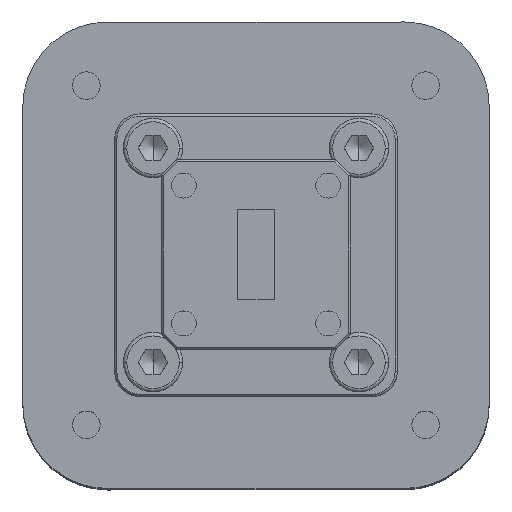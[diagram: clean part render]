
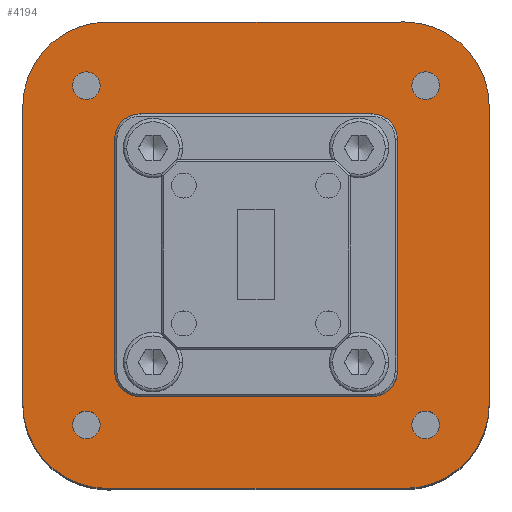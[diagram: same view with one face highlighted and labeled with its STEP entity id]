
A CAD part, top view. The second image highlights one B-rep face of the part: STEP entity #4194.
In plain terms, the highlighted planar face has unit normal (0, 0, 1).
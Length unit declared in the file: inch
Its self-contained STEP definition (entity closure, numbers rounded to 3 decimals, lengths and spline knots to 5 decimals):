
#113 = VERTEX_POINT ( 'NONE', #5283 ) ;
#185 = CARTESIAN_POINT ( 'NONE',  ( -1.28213, 0.79508, 3.14429 ) ) ;
#230 = DIRECTION ( 'NONE',  ( 0., 1., 0. ) ) ;
#355 = CIRCLE ( 'NONE', #20001, 0.3937 ) ;
#630 = DIRECTION ( 'NONE',  ( 0., 1., 0. ) ) ;
#922 = EDGE_CURVE ( 'NONE', #3356, #14225, #15108, .T. ) ;
#1033 = VECTOR ( 'NONE', #14787, 39.37008 ) ;
#1096 = VERTEX_POINT ( 'NONE', #2677 ) ;
#1166 = DIRECTION ( 'NONE',  ( 0., 0., 1. ) ) ;
#1199 = AXIS2_PLACEMENT_3D ( 'NONE', #17491, #1242, #12709 ) ;
#1242 = DIRECTION ( 'NONE',  ( 0., 0., -1. ) ) ;
#1253 = EDGE_CURVE ( 'NONE', #2532, #18942, #4258, .T. ) ;
#1312 = ORIENTED_EDGE ( 'NONE', *, *, #19230, .T. ) ;
#1937 = LINE ( 'NONE', #8207, #1033 ) ;
#2246 = AXIS2_PLACEMENT_3D ( 'NONE', #5828, #4223, #630 ) ;
#2354 = EDGE_CURVE ( 'NONE', #16923, #13266, #17481, .T. ) ;
#2532 = VERTEX_POINT ( 'NONE', #6299 ) ;
#2561 = ORIENTED_EDGE ( 'NONE', *, *, #14595, .T. ) ;
#2677 = CARTESIAN_POINT ( 'NONE',  ( -3.08821, -0.6813, 3.14429 ) ) ;
#2727 = CARTESIAN_POINT ( 'NONE',  ( -1.6414, -0.6813, 3.14429 ) ) ;
#2735 = FACE_BOUND ( 'NONE', #15656, .T. ) ;
#2955 = VERTEX_POINT ( 'NONE', #4667 ) ;
#2966 = AXIS2_PLACEMENT_3D ( 'NONE', #16979, #15176, #10820 ) ;
#3086 = ORIENTED_EDGE ( 'NONE', *, *, #9254, .T. ) ;
#3203 = EDGE_CURVE ( 'NONE', #15739, #10093, #7025, .T. ) ;
#3275 = EDGE_CURVE ( 'NONE', #2955, #19017, #7314, .T. ) ;
#3356 = VERTEX_POINT ( 'NONE', #16010 ) ;
#3409 = AXIS2_PLACEMENT_3D ( 'NONE', #8357, #3463, #7940 ) ;
#3463 = DIRECTION ( 'NONE',  ( 0., 0., -1. ) ) ;
#3593 = DIRECTION ( 'NONE',  ( 1., 0., 0. ) ) ;
#3718 = VERTEX_POINT ( 'NONE', #17660 ) ;
#3828 = EDGE_LOOP ( 'NONE', ( #10165, #5465 ) ) ;
#4151 = DIRECTION ( 'NONE',  ( -1., 0., 0. ) ) ;
#4167 = DIRECTION ( 'NONE',  ( 0., 0., 1. ) ) ;
#4194 = ADVANCED_FACE ( 'NONE', ( #4334, #16874, #12084, #2735, #5732 ), #10506, .F. ) ;
#4223 = DIRECTION ( 'NONE',  ( 0., 0., 1. ) ) ;
#4258 = CIRCLE ( 'NONE', #7332, 0.064 ) ;
#4334 = FACE_OUTER_BOUND ( 'NONE', #4499, .T. ) ;
#4499 = EDGE_LOOP ( 'NONE', ( #1312, #14376, #15196, #7735, #3086, #2561, #7237, #14604 ) ) ;
#4667 = CARTESIAN_POINT ( 'NONE',  ( -1.6414, 0.89351, 3.14429 ) ) ;
#4765 = EDGE_CURVE ( 'NONE', #14225, #16209, #8756, .T. ) ;
#4862 = ORIENTED_EDGE ( 'NONE', *, *, #14888, .T. ) ;
#5283 = CARTESIAN_POINT ( 'NONE',  ( -3.44748, -0.58287, 3.14429 ) ) ;
#5465 = ORIENTED_EDGE ( 'NONE', *, *, #3275, .T. ) ;
#5645 = EDGE_CURVE ( 'NONE', #18359, #1096, #12461, .T. ) ;
#5667 = DIRECTION ( 'NONE',  ( 0., 0., -1. ) ) ;
#5732 = FACE_BOUND ( 'NONE', #3828, .T. ) ;
#5819 = ORIENTED_EDGE ( 'NONE', *, *, #2354, .T. ) ;
#5828 = CARTESIAN_POINT ( 'NONE',  ( -3.05378, 0.79508, 3.14429 ) ) ;
#6299 = CARTESIAN_POINT ( 'NONE',  ( -3.21621, 0.89351, 3.14429 ) ) ;
#6595 = EDGE_LOOP ( 'NONE', ( #4862, #5819 ) ) ;
#6745 = DIRECTION ( 'NONE',  ( 1., 0., 0. ) ) ;
#7025 = CIRCLE ( 'NONE', #2246, 0.3937 ) ;
#7161 = CIRCLE ( 'NONE', #3409, 0.064 ) ;
#7178 = DIRECTION ( 'NONE',  ( -1., 0., 0. ) ) ;
#7237 = ORIENTED_EDGE ( 'NONE', *, *, #3203, .T. ) ;
#7314 = CIRCLE ( 'NONE', #1199, 0.064 ) ;
#7332 = AXIS2_PLACEMENT_3D ( 'NONE', #14460, #15851, #8090 ) ;
#7508 = ORIENTED_EDGE ( 'NONE', *, *, #15436, .T. ) ;
#7583 = EDGE_CURVE ( 'NONE', #10093, #113, #1937, .T. ) ;
#7735 = ORIENTED_EDGE ( 'NONE', *, *, #9320, .T. ) ;
#7940 = DIRECTION ( 'NONE',  ( 1., 0., 0. ) ) ;
#8090 = DIRECTION ( 'NONE',  ( 1., 0., 0. ) ) ;
#8194 = DIRECTION ( 'NONE',  ( 0., 0., -1. ) ) ;
#8207 = CARTESIAN_POINT ( 'NONE',  ( -3.44748, -0.23838, 3.14429 ) ) ;
#8357 = CARTESIAN_POINT ( 'NONE',  ( -1.5774, 0.89351, 3.14429 ) ) ;
#8381 = DIRECTION ( 'NONE',  ( 0., 0., -1. ) ) ;
#8628 = CIRCLE ( 'NONE', #19133, 0.064 ) ;
#8735 = AXIS2_PLACEMENT_3D ( 'NONE', #11440, #17926, #18344 ) ;
#8756 = CIRCLE ( 'NONE', #9430, 0.3937 ) ;
#8947 = DIRECTION ( 'NONE',  ( 1., 0., 0. ) ) ;
#9094 = CARTESIAN_POINT ( 'NONE',  ( -3.21621, -0.6813, 3.14429 ) ) ;
#9167 = DIRECTION ( 'NONE',  ( 1., 0., 0. ) ) ;
#9254 = EDGE_CURVE ( 'NONE', #12806, #3718, #355, .T. ) ;
#9320 = EDGE_CURVE ( 'NONE', #16209, #12806, #9680, .T. ) ;
#9341 = VECTOR ( 'NONE', #7178, 39.37008 ) ;
#9430 = AXIS2_PLACEMENT_3D ( 'NONE', #16277, #17664, #20948 ) ;
#9454 = AXIS2_PLACEMENT_3D ( 'NONE', #10622, #1166, #4151 ) ;
#9680 = LINE ( 'NONE', #19661, #20015 ) ;
#10081 = CARTESIAN_POINT ( 'NONE',  ( -1.67583, -0.97657, 3.14429 ) ) ;
#10093 = VERTEX_POINT ( 'NONE', #19496 ) ;
#10165 = ORIENTED_EDGE ( 'NONE', *, *, #20911, .T. ) ;
#10506 = PLANE ( 'NONE',  #2966 ) ;
#10622 = CARTESIAN_POINT ( 'NONE',  ( -3.05378, -0.58287, 3.14429 ) ) ;
#10820 = DIRECTION ( 'NONE',  ( 0., -1., 0. ) ) ;
#11388 = AXIS2_PLACEMENT_3D ( 'NONE', #19563, #16279, #11593 ) ;
#11440 = CARTESIAN_POINT ( 'NONE',  ( -3.15221, -0.6813, 3.14429 ) ) ;
#11491 = CARTESIAN_POINT ( 'NONE',  ( -1.5134, 0.89351, 3.14429 ) ) ;
#11593 = DIRECTION ( 'NONE',  ( 1., 0., 0. ) ) ;
#11693 = ORIENTED_EDGE ( 'NONE', *, *, #1253, .T. ) ;
#11892 = CARTESIAN_POINT ( 'NONE',  ( -3.15221, -0.6813, 3.14429 ) ) ;
#12084 = FACE_BOUND ( 'NONE', #13118, .T. ) ;
#12149 = LINE ( 'NONE', #13240, #9341 ) ;
#12365 = EDGE_CURVE ( 'NONE', #18942, #2532, #8628, .T. ) ;
#12461 = CIRCLE ( 'NONE', #8735, 0.064 ) ;
#12709 = DIRECTION ( 'NONE',  ( 1., 0., 0. ) ) ;
#12749 = ORIENTED_EDGE ( 'NONE', *, *, #5645, .T. ) ;
#12806 = VERTEX_POINT ( 'NONE', #185 ) ;
#13118 = EDGE_LOOP ( 'NONE', ( #20753, #11693 ) ) ;
#13240 = CARTESIAN_POINT ( 'NONE',  ( -2.40247, 1.18878, 3.14429 ) ) ;
#13266 = VERTEX_POINT ( 'NONE', #16303 ) ;
#14225 = VERTEX_POINT ( 'NONE', #10081 ) ;
#14376 = ORIENTED_EDGE ( 'NONE', *, *, #922, .T. ) ;
#14460 = CARTESIAN_POINT ( 'NONE',  ( -3.15221, 0.89351, 3.14429 ) ) ;
#14595 = EDGE_CURVE ( 'NONE', #3718, #15739, #12149, .T. ) ;
#14604 = ORIENTED_EDGE ( 'NONE', *, *, #7583, .T. ) ;
#14675 = DIRECTION ( 'NONE',  ( 1., 0., 0. ) ) ;
#14787 = DIRECTION ( 'NONE',  ( 0., -1., 0. ) ) ;
#14887 = CARTESIAN_POINT ( 'NONE',  ( -1.28213, -0.58287, 3.14429 ) ) ;
#14888 = EDGE_CURVE ( 'NONE', #13266, #16923, #19203, .T. ) ;
#15108 = LINE ( 'NONE', #19781, #16027 ) ;
#15176 = DIRECTION ( 'NONE',  ( 0., 0., -1. ) ) ;
#15196 = ORIENTED_EDGE ( 'NONE', *, *, #4765, .T. ) ;
#15436 = EDGE_CURVE ( 'NONE', #1096, #18359, #16838, .T. ) ;
#15656 = EDGE_LOOP ( 'NONE', ( #7508, #12749 ) ) ;
#15739 = VERTEX_POINT ( 'NONE', #19269 ) ;
#15851 = DIRECTION ( 'NONE',  ( 0., 0., -1. ) ) ;
#16010 = CARTESIAN_POINT ( 'NONE',  ( -3.05378, -0.97657, 3.14429 ) ) ;
#16027 = VECTOR ( 'NONE', #6745, 39.37008 ) ;
#16209 = VERTEX_POINT ( 'NONE', #14887 ) ;
#16271 = CARTESIAN_POINT ( 'NONE',  ( -3.15221, 0.89351, 3.14429 ) ) ;
#16277 = CARTESIAN_POINT ( 'NONE',  ( -1.67583, -0.58287, 3.14429 ) ) ;
#16279 = DIRECTION ( 'NONE',  ( 0., 0., -1. ) ) ;
#16303 = CARTESIAN_POINT ( 'NONE',  ( -1.5134, -0.6813, 3.14429 ) ) ;
#16456 = AXIS2_PLACEMENT_3D ( 'NONE', #17241, #5667, #8947 ) ;
#16838 = CIRCLE ( 'NONE', #17194, 0.064 ) ;
#16874 = FACE_BOUND ( 'NONE', #6595, .T. ) ;
#16923 = VERTEX_POINT ( 'NONE', #2727 ) ;
#16979 = CARTESIAN_POINT ( 'NONE',  ( -1.75115, 0.10611, 3.14429 ) ) ;
#17194 = AXIS2_PLACEMENT_3D ( 'NONE', #11892, #8381, #3593 ) ;
#17241 = CARTESIAN_POINT ( 'NONE',  ( -1.5774, -0.6813, 3.14429 ) ) ;
#17348 = CARTESIAN_POINT ( 'NONE',  ( -3.08821, 0.89351, 3.14429 ) ) ;
#17481 = CIRCLE ( 'NONE', #16456, 0.064 ) ;
#17491 = CARTESIAN_POINT ( 'NONE',  ( -1.5774, 0.89351, 3.14429 ) ) ;
#17660 = CARTESIAN_POINT ( 'NONE',  ( -1.67583, 1.18878, 3.14429 ) ) ;
#17664 = DIRECTION ( 'NONE',  ( 0., 0., 1. ) ) ;
#17926 = DIRECTION ( 'NONE',  ( 0., 0., -1. ) ) ;
#18344 = DIRECTION ( 'NONE',  ( 1., 0., 0. ) ) ;
#18359 = VERTEX_POINT ( 'NONE', #9094 ) ;
#18615 = CIRCLE ( 'NONE', #9454, 0.3937 ) ;
#18724 = CARTESIAN_POINT ( 'NONE',  ( -1.67583, 0.79508, 3.14429 ) ) ;
#18942 = VERTEX_POINT ( 'NONE', #17348 ) ;
#19017 = VERTEX_POINT ( 'NONE', #11491 ) ;
#19133 = AXIS2_PLACEMENT_3D ( 'NONE', #16271, #8194, #14675 ) ;
#19203 = CIRCLE ( 'NONE', #11388, 0.064 ) ;
#19230 = EDGE_CURVE ( 'NONE', #113, #3356, #18615, .T. ) ;
#19269 = CARTESIAN_POINT ( 'NONE',  ( -3.05378, 1.18878, 3.14429 ) ) ;
#19496 = CARTESIAN_POINT ( 'NONE',  ( -3.44748, 0.79508, 3.14429 ) ) ;
#19563 = CARTESIAN_POINT ( 'NONE',  ( -1.5774, -0.6813, 3.14429 ) ) ;
#19661 = CARTESIAN_POINT ( 'NONE',  ( -1.28213, 0.45059, 3.14429 ) ) ;
#19781 = CARTESIAN_POINT ( 'NONE',  ( -1.71349, -0.97657, 3.14429 ) ) ;
#20001 = AXIS2_PLACEMENT_3D ( 'NONE', #18724, #4167, #9167 ) ;
#20015 = VECTOR ( 'NONE', #230, 39.37008 ) ;
#20753 = ORIENTED_EDGE ( 'NONE', *, *, #12365, .T. ) ;
#20911 = EDGE_CURVE ( 'NONE', #19017, #2955, #7161, .T. ) ;
#20948 = DIRECTION ( 'NONE',  ( 0., -1., 0. ) ) ;
